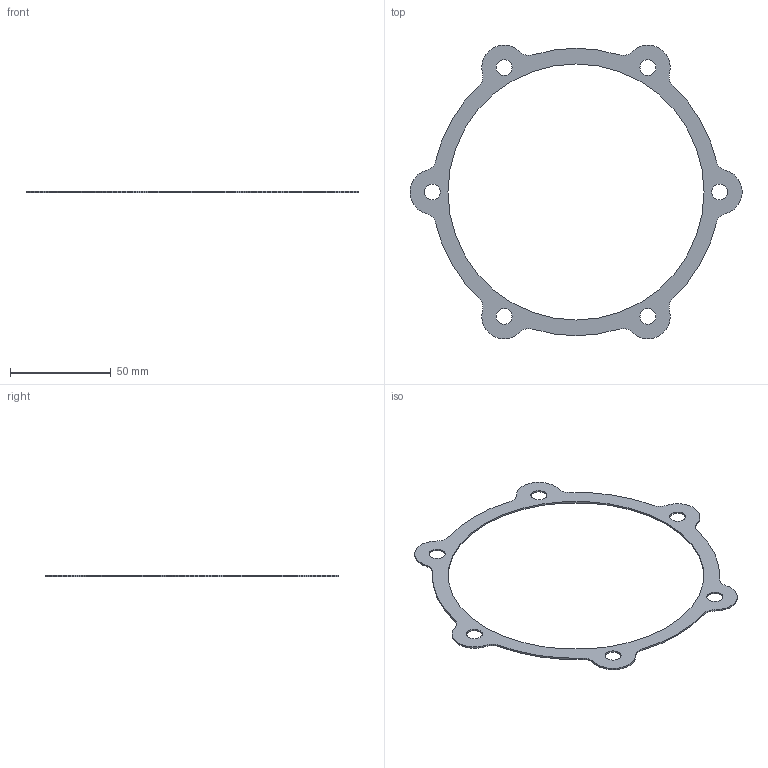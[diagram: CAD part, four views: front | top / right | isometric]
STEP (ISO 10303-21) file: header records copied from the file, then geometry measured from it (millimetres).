
FILE_DESCRIPTION(/* description */ ('PUMP ADAPTER GASKET'),/* implementation_level */ '2;1');
FILE_NAME(/* name */ '17018.stp',/* time_stamp */ '2017-01-12T10:22:07-05:00',/* author */ ('mclevenger'),/* organization */ (''),/* preprocessor_version */ 'ST-DEVELOPER v16.5',/* originating_system */ 'Autodesk Inventor 2017',/* authorisation */ '');
FILE_SCHEMA (('AUTOMOTIVE_DESIGN { 1 0 10303 214 3 1 1 }'));
Length unit declared in the file: inch
Products named in the file (1): 17018
Bounding box: 165.02 x 145.87 x 0.79 mm (x, y, z)
Volume: 3382.3 mm3; surface area: 9370.5 mm2
Topology: 1 solids, 1 shells, 33 faces, 93 edges, 62 vertices
Faces by surface type: cylinder 31, plane 2
Full cylindrical faces by diameter (mm): 7.938 x6, 127.254 x1
Entity records: 1134 total; most frequent: DIRECTION 216, CARTESIAN_POINT 182, ORIENTED_EDGE 172, AXIS2_PLACEMENT_3D 96, EDGE_CURVE 86, CIRCLE 62, VERTEX_POINT 62, EDGE_LOOP 54
